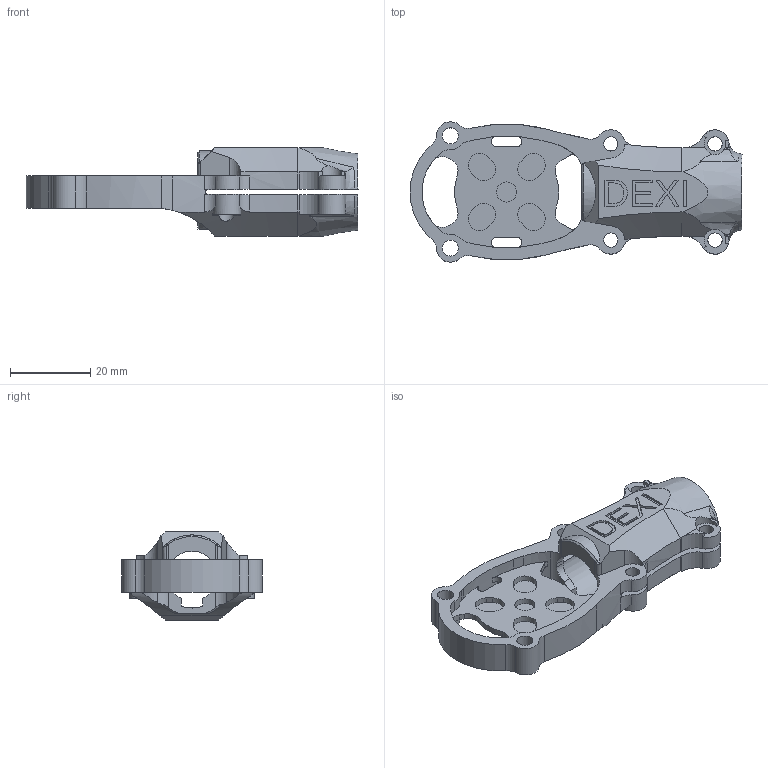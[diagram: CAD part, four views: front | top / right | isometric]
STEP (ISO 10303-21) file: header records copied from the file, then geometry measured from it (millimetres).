
FILE_DESCRIPTION(/* description */ ('STEP AP242 Edition 2','CAx-IF Rec.Pracs.---Representation and Presentation of Product Manufacturing Information (PMI)---4.0---2014-10-13','CAx-IF Rec.Pracs.---3D Tessellated Geometry---0.4---2014-09-14','2;1','CAx-IF Rec.Pracs.---User Defined Attributes---1.5---2016-08-15'),/* implementation_level */ '2;1');
FILE_NAME(/* name */ '6981b879cae059e952003a48',/* time_stamp */ '2026-02-03T08:57:29Z',/* author */ (''),/* organization */ (''),/* preprocessor_version */ 'ST-DEVELOPER v20',/* originating_system */ 'ONSHAPE BY PTC INC, 1.210',/* authorisation */ ' ');
FILE_SCHEMA (('AP242_MANAGED_MODEL_BASED_3D_ENGINEERING_MIM_LF { 1 0 10303 442 3 1 4 }'));
Length unit declared in the file: metre
Products named in the file (1): HMX5V-ZUO-DJ-MUJU
Bounding box: 82.84 x 34.98 x 22 mm (x, y, z)
Volume: 11913.2 mm3; surface area: 10232.8 mm2
Topology: 1 solids, 1 shells, 276 faces, 835 edges, 552 vertices
Faces by surface type: plane 123, cylinder 112, bspline 26, cone 11, torus 4
Full cylindrical faces by diameter (mm): 3.556 x4, 4 x6, 5 x1
Entity records: 10788 total; most frequent: CARTESIAN_POINT 3393, ORIENTED_EDGE 1630, DIRECTION 1462, EDGE_CURVE 815, VERTEX_POINT 543, AXIS2_PLACEMENT_3D 532, LINE 398, VECTOR 398
